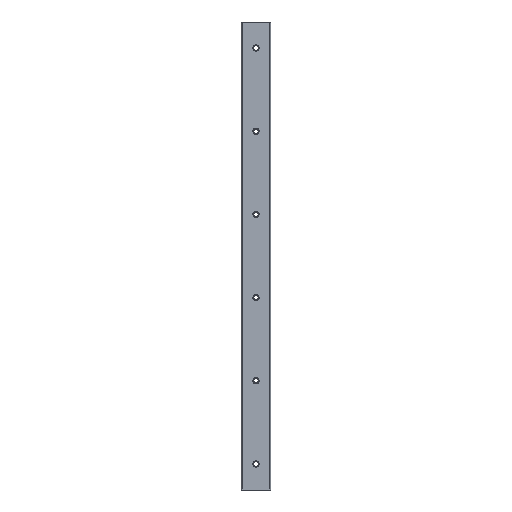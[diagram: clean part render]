
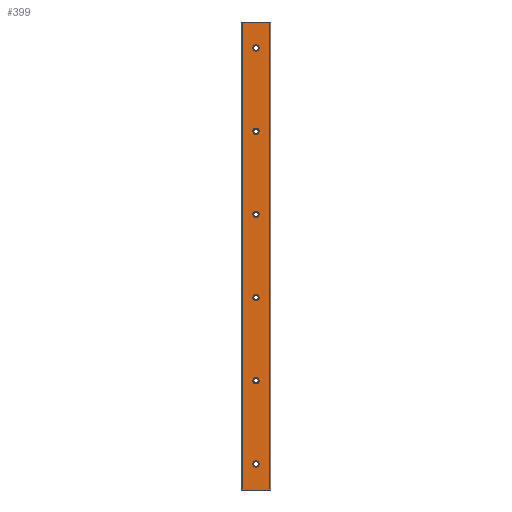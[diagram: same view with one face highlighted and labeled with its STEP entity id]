
A CAD part, left-side view. The second image highlights one B-rep face of the part: STEP entity #399.
In plain terms, the highlighted planar face has unit normal (-1, 0, 0).
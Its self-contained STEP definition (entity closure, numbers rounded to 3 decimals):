
#24 = CARTESIAN_POINT ( 'NONE',  ( 0., 0., -188. ) ) ;
#72 = VECTOR ( 'NONE', #3124, 1000. ) ;
#103 = VERTEX_POINT ( 'NONE', #2510 ) ;
#118 = DIRECTION ( 'NONE',  ( 1., 0., 0. ) ) ;
#136 = ORIENTED_EDGE ( 'NONE', *, *, #1738, .T. ) ;
#155 = ORIENTED_EDGE ( 'NONE', *, *, #781, .T. ) ;
#158 = CARTESIAN_POINT ( 'NONE',  ( 0., 0., -345. ) ) ;
#159 = EDGE_CURVE ( 'NONE', #665, #2197, #3042, .T. ) ;
#165 = ORIENTED_EDGE ( 'NONE', *, *, #2509, .T. ) ;
#172 = EDGE_LOOP ( 'NONE', ( #2428, #2582, #136, #991 ) ) ;
#185 = CARTESIAN_POINT ( 'NONE',  ( 0., 0., -428. ) ) ;
#306 = DIRECTION ( 'NONE',  ( 0., -1., 0. ) ) ;
#334 = CARTESIAN_POINT ( 'NONE',  ( 0., 0., -22. ) ) ;
#339 = FACE_BOUND ( 'NONE', #1548, .T. ) ;
#341 = ORIENTED_EDGE ( 'NONE', *, *, #2455, .T. ) ;
#399 = ADVANCED_FACE ( 'NONE', ( #835, #1437, #858, #1945, #3322, #2761, #339 ), #1913, .T. ) ;
#400 = EDGE_LOOP ( 'NONE', ( #2029, #3075 ) ) ;
#417 = CIRCLE ( 'NONE', #3345, 3. ) ;
#457 = LINE ( 'NONE', #1249, #3174 ) ;
#476 = CIRCLE ( 'NONE', #729, 3. ) ;
#480 = CARTESIAN_POINT ( 'NONE',  ( 0., 13., -450. ) ) ;
#495 = CARTESIAN_POINT ( 'NONE',  ( 0., 13., -450. ) ) ;
#594 = DIRECTION ( 'NONE',  ( -1., 0., 0. ) ) ;
#645 = ORIENTED_EDGE ( 'NONE', *, *, #956, .T. ) ;
#665 = VERTEX_POINT ( 'NONE', #2704 ) ;
#666 = DIRECTION ( 'NONE',  ( 0., 0., 1. ) ) ;
#694 = CARTESIAN_POINT ( 'NONE',  ( 0., 0., -268. ) ) ;
#729 = AXIS2_PLACEMENT_3D ( 'NONE', #158, #981, #3152 ) ;
#781 = EDGE_CURVE ( 'NONE', #1030, #1126, #1527, .T. ) ;
#801 = EDGE_LOOP ( 'NONE', ( #1010, #2867 ) ) ;
#835 = FACE_BOUND ( 'NONE', #2638, .T. ) ;
#840 = AXIS2_PLACEMENT_3D ( 'NONE', #928, #1780, #2850 ) ;
#841 = VECTOR ( 'NONE', #2816, 1000. ) ;
#850 = CIRCLE ( 'NONE', #1836, 3. ) ;
#854 = EDGE_CURVE ( 'NONE', #3254, #1085, #3141, .T. ) ;
#858 = FACE_OUTER_BOUND ( 'NONE', #172, .T. ) ;
#881 = CARTESIAN_POINT ( 'NONE',  ( 0., 0., -345. ) ) ;
#898 = DIRECTION ( 'NONE',  ( 0., 0., -1. ) ) ;
#902 = DIRECTION ( 'NONE',  ( 0., 0., -1. ) ) ;
#917 = VERTEX_POINT ( 'NONE', #3176 ) ;
#928 = CARTESIAN_POINT ( 'NONE',  ( 0., 0., -425. ) ) ;
#954 = LINE ( 'NONE', #480, #841 ) ;
#956 = EDGE_CURVE ( 'NONE', #1126, #1030, #2541, .T. ) ;
#981 = DIRECTION ( 'NONE',  ( 1., 0., 0. ) ) ;
#985 = CARTESIAN_POINT ( 'NONE',  ( 0., 0., -25. ) ) ;
#991 = ORIENTED_EDGE ( 'NONE', *, *, #3412, .T. ) ;
#1004 = CARTESIAN_POINT ( 'NONE',  ( 0., 0., -262. ) ) ;
#1010 = ORIENTED_EDGE ( 'NONE', *, *, #1756, .T. ) ;
#1030 = VERTEX_POINT ( 'NONE', #1345 ) ;
#1032 = CIRCLE ( 'NONE', #1709, 3. ) ;
#1085 = VERTEX_POINT ( 'NONE', #2063 ) ;
#1098 = AXIS2_PLACEMENT_3D ( 'NONE', #3049, #2792, #1441 ) ;
#1126 = VERTEX_POINT ( 'NONE', #1837 ) ;
#1180 = DIRECTION ( 'NONE',  ( 1., 0., 0. ) ) ;
#1197 = VECTOR ( 'NONE', #3096, 1000. ) ;
#1227 = ORIENTED_EDGE ( 'NONE', *, *, #2569, .T. ) ;
#1249 = CARTESIAN_POINT ( 'NONE',  ( 0., -13., -450. ) ) ;
#1252 = DIRECTION ( 'NONE',  ( 1., 0., 0. ) ) ;
#1271 = ORIENTED_EDGE ( 'NONE', *, *, #2655, .T. ) ;
#1277 = DIRECTION ( 'NONE',  ( 0., 0., -1. ) ) ;
#1289 = CARTESIAN_POINT ( 'NONE',  ( 0., 0., -425. ) ) ;
#1345 = CARTESIAN_POINT ( 'NONE',  ( 0., 0., -108. ) ) ;
#1382 = DIRECTION ( 'NONE',  ( 0., 0., -1. ) ) ;
#1389 = DIRECTION ( 'NONE',  ( 0., 0., -1. ) ) ;
#1391 = CARTESIAN_POINT ( 'NONE',  ( 0., 13., -450. ) ) ;
#1437 = FACE_BOUND ( 'NONE', #400, .T. ) ;
#1441 = DIRECTION ( 'NONE',  ( 0., 0., -1. ) ) ;
#1460 = ORIENTED_EDGE ( 'NONE', *, *, #2101, .T. ) ;
#1479 = CIRCLE ( 'NONE', #1947, 3. ) ;
#1520 = VERTEX_POINT ( 'NONE', #334 ) ;
#1527 = CIRCLE ( 'NONE', #1586, 3. ) ;
#1548 = EDGE_LOOP ( 'NONE', ( #1271, #2374 ) ) ;
#1558 = CARTESIAN_POINT ( 'NONE',  ( 0., 0., -348. ) ) ;
#1580 = VERTEX_POINT ( 'NONE', #694 ) ;
#1586 = AXIS2_PLACEMENT_3D ( 'NONE', #2508, #3331, #902 ) ;
#1607 = CARTESIAN_POINT ( 'NONE',  ( 0., 0., -422. ) ) ;
#1639 = DIRECTION ( 'NONE',  ( 1., 0., 0. ) ) ;
#1660 = CIRCLE ( 'NONE', #1098, 3. ) ;
#1709 = AXIS2_PLACEMENT_3D ( 'NONE', #985, #3382, #1277 ) ;
#1738 = EDGE_CURVE ( 'NONE', #2041, #103, #954, .T. ) ;
#1756 = EDGE_CURVE ( 'NONE', #2197, #665, #476, .T. ) ;
#1772 = DIRECTION ( 'NONE',  ( 0., 0., -1. ) ) ;
#1777 = AXIS2_PLACEMENT_3D ( 'NONE', #1983, #2017, #898 ) ;
#1780 = DIRECTION ( 'NONE',  ( 1., 0., 0. ) ) ;
#1819 = EDGE_LOOP ( 'NONE', ( #341, #1460 ) ) ;
#1836 = AXIS2_PLACEMENT_3D ( 'NONE', #1289, #2464, #1860 ) ;
#1837 = CARTESIAN_POINT ( 'NONE',  ( 0., 0., -102. ) ) ;
#1860 = DIRECTION ( 'NONE',  ( 0., 0., -1. ) ) ;
#1878 = VERTEX_POINT ( 'NONE', #24 ) ;
#1913 = PLANE ( 'NONE',  #2153 ) ;
#1945 = FACE_BOUND ( 'NONE', #2097, .T. ) ;
#1947 = AXIS2_PLACEMENT_3D ( 'NONE', #3044, #118, #2223 ) ;
#1983 = CARTESIAN_POINT ( 'NONE',  ( 0., 0., -265. ) ) ;
#2004 = AXIS2_PLACEMENT_3D ( 'NONE', #2843, #1252, #2254 ) ;
#2012 = VERTEX_POINT ( 'NONE', #1607 ) ;
#2017 = DIRECTION ( 'NONE',  ( 1., 0., 0. ) ) ;
#2029 = ORIENTED_EDGE ( 'NONE', *, *, #2631, .T. ) ;
#2041 = VERTEX_POINT ( 'NONE', #1391 ) ;
#2063 = CARTESIAN_POINT ( 'NONE',  ( 0., -13., 0. ) ) ;
#2071 = CARTESIAN_POINT ( 'NONE',  ( 0., 13., 0. ) ) ;
#2097 = EDGE_LOOP ( 'NONE', ( #1227, #165 ) ) ;
#2101 = EDGE_CURVE ( 'NONE', #2868, #1580, #1479, .T. ) ;
#2153 = AXIS2_PLACEMENT_3D ( 'NONE', #3015, #594, #306 ) ;
#2197 = VERTEX_POINT ( 'NONE', #1558 ) ;
#2208 = AXIS2_PLACEMENT_3D ( 'NONE', #3019, #1639, #1382 ) ;
#2223 = DIRECTION ( 'NONE',  ( 0., 0., -1. ) ) ;
#2224 = CIRCLE ( 'NONE', #1777, 3. ) ;
#2254 = DIRECTION ( 'NONE',  ( 0., 0., -1. ) ) ;
#2374 = ORIENTED_EDGE ( 'NONE', *, *, #2890, .T. ) ;
#2428 = ORIENTED_EDGE ( 'NONE', *, *, #854, .F. ) ;
#2455 = EDGE_CURVE ( 'NONE', #1580, #2868, #2224, .T. ) ;
#2464 = DIRECTION ( 'NONE',  ( 1., 0., 0. ) ) ;
#2508 = CARTESIAN_POINT ( 'NONE',  ( 0., 0., -105. ) ) ;
#2509 = EDGE_CURVE ( 'NONE', #917, #1878, #1660, .T. ) ;
#2510 = CARTESIAN_POINT ( 'NONE',  ( 0., -13., -450. ) ) ;
#2541 = CIRCLE ( 'NONE', #2208, 3. ) ;
#2569 = EDGE_CURVE ( 'NONE', #1878, #917, #3290, .T. ) ;
#2582 = ORIENTED_EDGE ( 'NONE', *, *, #3385, .F. ) ;
#2631 = EDGE_CURVE ( 'NONE', #2693, #1520, #417, .T. ) ;
#2638 = EDGE_LOOP ( 'NONE', ( #155, #645 ) ) ;
#2644 = CARTESIAN_POINT ( 'NONE',  ( 0., 0., -25. ) ) ;
#2655 = EDGE_CURVE ( 'NONE', #3025, #2012, #850, .T. ) ;
#2693 = VERTEX_POINT ( 'NONE', #3420 ) ;
#2704 = CARTESIAN_POINT ( 'NONE',  ( 0., 0., -342. ) ) ;
#2761 = FACE_BOUND ( 'NONE', #801, .T. ) ;
#2775 = CIRCLE ( 'NONE', #840, 3. ) ;
#2792 = DIRECTION ( 'NONE',  ( 1., 0., 0. ) ) ;
#2816 = DIRECTION ( 'NONE',  ( 0., -1., 0. ) ) ;
#2843 = CARTESIAN_POINT ( 'NONE',  ( 0., 0., -185. ) ) ;
#2850 = DIRECTION ( 'NONE',  ( 0., 0., -1. ) ) ;
#2867 = ORIENTED_EDGE ( 'NONE', *, *, #159, .T. ) ;
#2868 = VERTEX_POINT ( 'NONE', #1004 ) ;
#2890 = EDGE_CURVE ( 'NONE', #2012, #3025, #2775, .T. ) ;
#2932 = AXIS2_PLACEMENT_3D ( 'NONE', #881, #1180, #1772 ) ;
#2991 = DIRECTION ( 'NONE',  ( 1., 0., 0. ) ) ;
#3015 = CARTESIAN_POINT ( 'NONE',  ( 0., 13., -450. ) ) ;
#3019 = CARTESIAN_POINT ( 'NONE',  ( 0., 0., -105. ) ) ;
#3025 = VERTEX_POINT ( 'NONE', #185 ) ;
#3042 = CIRCLE ( 'NONE', #2932, 3. ) ;
#3044 = CARTESIAN_POINT ( 'NONE',  ( 0., 0., -265. ) ) ;
#3049 = CARTESIAN_POINT ( 'NONE',  ( 0., 0., -185. ) ) ;
#3075 = ORIENTED_EDGE ( 'NONE', *, *, #3115, .T. ) ;
#3096 = DIRECTION ( 'NONE',  ( 0., 0., 1. ) ) ;
#3115 = EDGE_CURVE ( 'NONE', #1520, #2693, #1032, .T. ) ;
#3124 = DIRECTION ( 'NONE',  ( 0., -1., 0. ) ) ;
#3141 = LINE ( 'NONE', #2071, #72 ) ;
#3152 = DIRECTION ( 'NONE',  ( 0., 0., -1. ) ) ;
#3174 = VECTOR ( 'NONE', #666, 1000. ) ;
#3176 = CARTESIAN_POINT ( 'NONE',  ( 0., 0., -182. ) ) ;
#3254 = VERTEX_POINT ( 'NONE', #3481 ) ;
#3290 = CIRCLE ( 'NONE', #2004, 3. ) ;
#3322 = FACE_BOUND ( 'NONE', #1819, .T. ) ;
#3331 = DIRECTION ( 'NONE',  ( 1., 0., 0. ) ) ;
#3345 = AXIS2_PLACEMENT_3D ( 'NONE', #2644, #2991, #1389 ) ;
#3377 = LINE ( 'NONE', #495, #1197 ) ;
#3382 = DIRECTION ( 'NONE',  ( 1., 0., 0. ) ) ;
#3385 = EDGE_CURVE ( 'NONE', #2041, #3254, #3377, .T. ) ;
#3412 = EDGE_CURVE ( 'NONE', #103, #1085, #457, .T. ) ;
#3420 = CARTESIAN_POINT ( 'NONE',  ( 0., 0., -28. ) ) ;
#3481 = CARTESIAN_POINT ( 'NONE',  ( 0., 13., 0. ) ) ;
